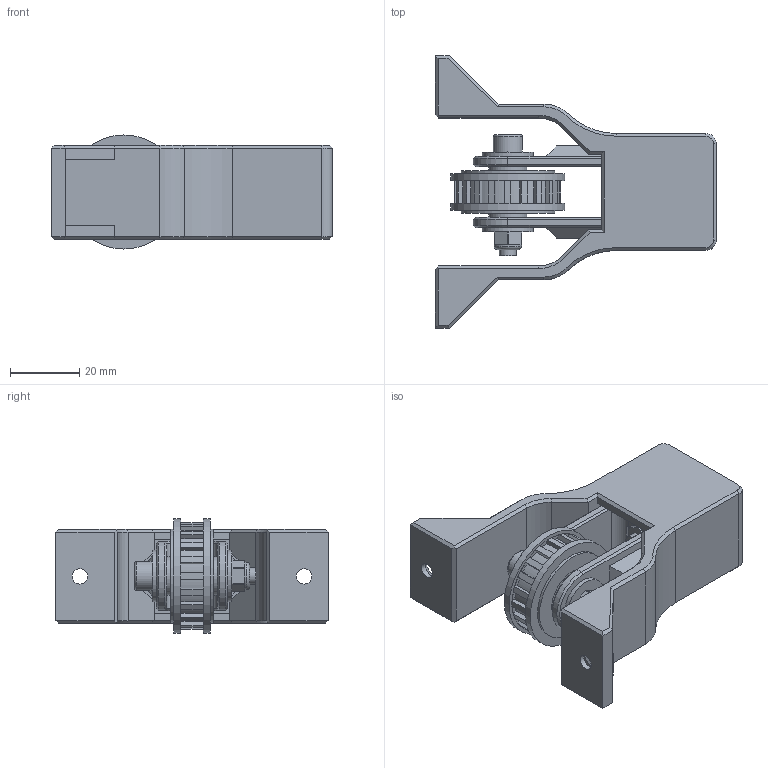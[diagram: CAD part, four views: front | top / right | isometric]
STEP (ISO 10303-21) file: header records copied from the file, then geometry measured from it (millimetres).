
FILE_DESCRIPTION(/* description */ (''),/* implementation_level */ '2;1');
FILE_NAME(/* name */ 'Tensioner Assembly.step',/* time_stamp */ '2020-12-27T20:21:49+01:00',/* author */ (''),/* organization */ (''),/* preprocessor_version */ 'ST-DEVELOPER v18.1',/* originating_system */ 'Autodesk Translation Framework v9.7.1.1290',/* authorisation */ '');
FILE_SCHEMA (('AUTOMOTIVE_DESIGN { 1 0 10303 214 3 1 1 }'));
Length unit declared in the file: millimetre
Products named in the file (11): Zatezac; Gear; Bushing1; Bushing2; Washer1; Washer2; Locking Nut; Gear Holder; Screw 2; M5 nut; Screw3
Assembly tree (10 placements, depth 2):
  Zatezac
    Gear
    Bushing1
    Bushing2
    Washer1
    Washer2
    Locking Nut
    Gear Holder
    Screw 2
    M5 nut
    Screw3
Bounding box: 81.25 x 78.8 x 33 mm (x, y, z)
Volume: 50616.3 mm3; surface area: 29276.5 mm2
Topology: 11 solids, 11 shells, 423 faces, 1055 edges, 665 vertices
Faces by surface type: plane 289, cylinder 98, cone 30, bspline 4, torus 2
Full cylindrical faces by diameter (mm): 4.234 x2, 4.5 x2, 4.901 x2, 5 x2, 5.4 x2, 5.5 x4, 7 x3, 8 x1, 8.4 x1, 9 x1, 11 x2, 14.8 x2, 17 x2, 27 x2, 33 x2
Entity records: 12912 total; most frequent: CARTESIAN_POINT 2296, DIRECTION 2162, ORIENTED_EDGE 2110, EDGE_CURVE 1055, LINE 804, VECTOR 804, AXIS2_PLACEMENT_3D 679, VERTEX_POINT 665
